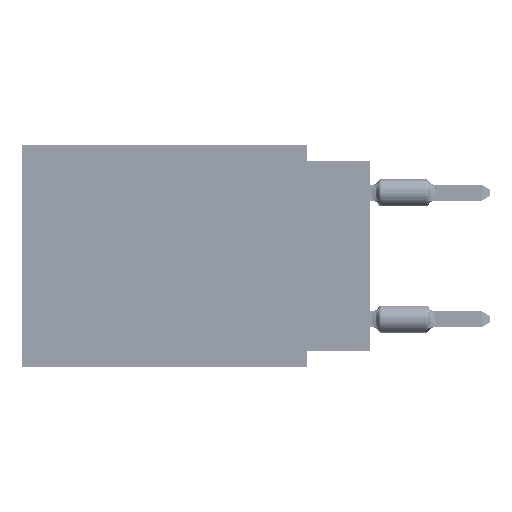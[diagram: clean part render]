
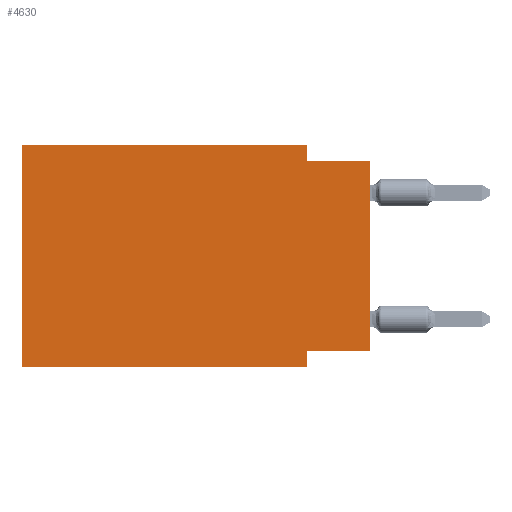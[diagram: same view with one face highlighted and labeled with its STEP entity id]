
A CAD part, left-side view. The second image highlights one B-rep face of the part: STEP entity #4630.
In plain terms, the highlighted planar face has unit normal (-1, 0, 0).
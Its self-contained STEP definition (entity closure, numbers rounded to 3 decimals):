
#1194 = CARTESIAN_POINT ( 'NONE',  ( 0., 0., -0.635 ) ) ;
#3047 = LINE ( 'NONE', #1194, #85240 ) ;
#3106 = LINE ( 'NONE', #52993, #6681 ) ;
#4021 = ORIENTED_EDGE ( 'NONE', *, *, #84292, .T. ) ;
#4630 = ADVANCED_FACE ( 'NONE', ( #46796 ), #39229, .F. ) ;
#5935 = CARTESIAN_POINT ( 'NONE',  ( 0., 0., -8.255 ) ) ;
#6681 = VECTOR ( 'NONE', #31148, 1000. ) ;
#6861 = DIRECTION ( 'NONE',  ( 0., 1., 0. ) ) ;
#7721 = CARTESIAN_POINT ( 'NONE',  ( 0., 2.54, 0. ) ) ;
#8291 = EDGE_CURVE ( 'NONE', #76277, #52583, #54046, .T. ) ;
#10247 = DIRECTION ( 'NONE',  ( 0., 0., -1. ) ) ;
#13577 = VERTEX_POINT ( 'NONE', #40965 ) ;
#16030 = CARTESIAN_POINT ( 'NONE',  ( 0., 0., -0.635 ) ) ;
#16158 = VERTEX_POINT ( 'NONE', #33105 ) ;
#16385 = DIRECTION ( 'NONE',  ( 0., -1., 0. ) ) ;
#16794 = ORIENTED_EDGE ( 'NONE', *, *, #42354, .F. ) ;
#18264 = ORIENTED_EDGE ( 'NONE', *, *, #67226, .F. ) ;
#18315 = CARTESIAN_POINT ( 'NONE',  ( 0., 13.97, 0. ) ) ;
#18418 = DIRECTION ( 'NONE',  ( 0., -1., 0. ) ) ;
#19273 = DIRECTION ( 'NONE',  ( 1., 0., 0. ) ) ;
#19589 = AXIS2_PLACEMENT_3D ( 'NONE', #18315, #19273, #10247 ) ;
#24061 = VECTOR ( 'NONE', #73212, 1000. ) ;
#26134 = CARTESIAN_POINT ( 'NONE',  ( 0., 0., 0. ) ) ;
#28029 = DIRECTION ( 'NONE',  ( 0., 0., 1. ) ) ;
#29010 = EDGE_CURVE ( 'NONE', #72994, #13577, #72479, .T. ) ;
#31148 = DIRECTION ( 'NONE',  ( 0., 0., 1. ) ) ;
#33105 = CARTESIAN_POINT ( 'NONE',  ( 0., 2.54, -8.255 ) ) ;
#38555 = LINE ( 'NONE', #80341, #24061 ) ;
#39101 = ORIENTED_EDGE ( 'NONE', *, *, #72973, .F. ) ;
#39229 = PLANE ( 'NONE',  #19589 ) ;
#40039 = ORIENTED_EDGE ( 'NONE', *, *, #8291, .F. ) ;
#40965 = CARTESIAN_POINT ( 'NONE',  ( 0., 2.54, -8.89 ) ) ;
#41322 = ORIENTED_EDGE ( 'NONE', *, *, #29010, .T. ) ;
#42144 = CARTESIAN_POINT ( 'NONE',  ( 0., 13.97, -8.89 ) ) ;
#42354 = EDGE_CURVE ( 'NONE', #86674, #76277, #84411, .T. ) ;
#45342 = CARTESIAN_POINT ( 'NONE',  ( 0., 13.97, -8.89 ) ) ;
#45606 = VECTOR ( 'NONE', #18418, 1000. ) ;
#46298 = EDGE_CURVE ( 'NONE', #72994, #86674, #3106, .T. ) ;
#46796 = FACE_OUTER_BOUND ( 'NONE', #76809, .T. ) ;
#47822 = VECTOR ( 'NONE', #6861, 1000. ) ;
#49231 = EDGE_CURVE ( 'NONE', #65792, #16158, #93772, .T. ) ;
#49851 = LINE ( 'NONE', #26134, #85352 ) ;
#50150 = ORIENTED_EDGE ( 'NONE', *, *, #46298, .F. ) ;
#50383 = VECTOR ( 'NONE', #60712, 1000. ) ;
#52583 = VERTEX_POINT ( 'NONE', #89823 ) ;
#52993 = CARTESIAN_POINT ( 'NONE',  ( 0., 13.97, 0. ) ) ;
#54046 = LINE ( 'NONE', #91546, #50383 ) ;
#54578 = VERTEX_POINT ( 'NONE', #16030 ) ;
#57300 = DIRECTION ( 'NONE',  ( 0., -1., 0. ) ) ;
#60712 = DIRECTION ( 'NONE',  ( 0., 0., -1. ) ) ;
#61310 = CARTESIAN_POINT ( 'NONE',  ( 0., 0., -8.255 ) ) ;
#61608 = CARTESIAN_POINT ( 'NONE',  ( 0., 13.97, 0. ) ) ;
#65547 = ORIENTED_EDGE ( 'NONE', *, *, #49231, .F. ) ;
#65792 = VERTEX_POINT ( 'NONE', #61310 ) ;
#67226 = EDGE_CURVE ( 'NONE', #16158, #13577, #38555, .T. ) ;
#72479 = LINE ( 'NONE', #42144, #76804 ) ;
#72973 = EDGE_CURVE ( 'NONE', #52583, #54578, #3047, .T. ) ;
#72994 = VERTEX_POINT ( 'NONE', #45342 ) ;
#73212 = DIRECTION ( 'NONE',  ( 0., 0., -1. ) ) ;
#75868 = CARTESIAN_POINT ( 'NONE',  ( 0., 13.97, 0. ) ) ;
#76277 = VERTEX_POINT ( 'NONE', #7721 ) ;
#76804 = VECTOR ( 'NONE', #57300, 1000. ) ;
#76809 = EDGE_LOOP ( 'NONE', ( #4021, #39101, #40039, #16794, #50150, #41322, #18264, #65547 ) ) ;
#80341 = CARTESIAN_POINT ( 'NONE',  ( 0., 2.54, -8.89 ) ) ;
#84292 = EDGE_CURVE ( 'NONE', #65792, #54578, #49851, .T. ) ;
#84411 = LINE ( 'NONE', #75868, #45606 ) ;
#85240 = VECTOR ( 'NONE', #16385, 1000. ) ;
#85352 = VECTOR ( 'NONE', #28029, 1000. ) ;
#86674 = VERTEX_POINT ( 'NONE', #61608 ) ;
#89823 = CARTESIAN_POINT ( 'NONE',  ( 0., 2.54, -0.635 ) ) ;
#91546 = CARTESIAN_POINT ( 'NONE',  ( 0., 2.54, 0. ) ) ;
#93772 = LINE ( 'NONE', #5935, #47822 ) ;
